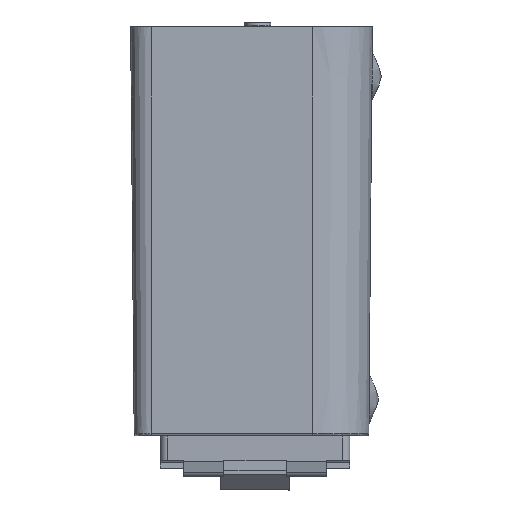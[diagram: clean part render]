
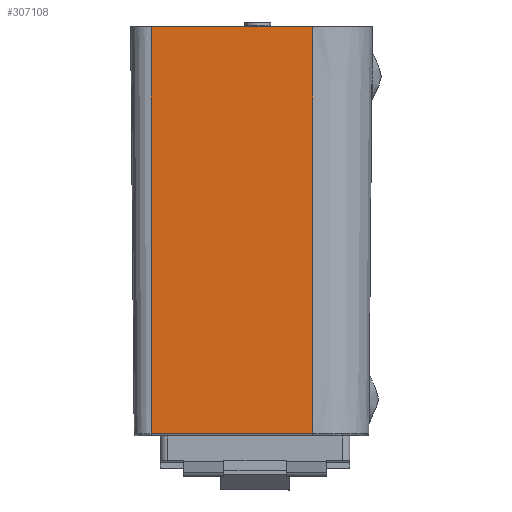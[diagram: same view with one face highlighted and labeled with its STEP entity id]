
A CAD part, left-side view. The second image highlights one B-rep face of the part: STEP entity #307108.
In plain terms, the highlighted face is planar.
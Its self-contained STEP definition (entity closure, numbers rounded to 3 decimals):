
#10797 = VERTEX_POINT ( 'NONE', #164698 ) ;
#23424 = CARTESIAN_POINT ( 'NONE',  ( 115.504, 3.5, 0.496 ) ) ;
#32902 = CARTESIAN_POINT ( 'NONE',  ( 115.5, 1.1, 0. ) ) ;
#41676 = CARTESIAN_POINT ( 'NONE',  ( 116.23, 24., 83.7 ) ) ;
#44841 = ORIENTED_EDGE ( 'NONE', *, *, #118190, .F. ) ;
#50152 = CARTESIAN_POINT ( 'NONE',  ( 116.23, 3.5, 83.7 ) ) ;
#50924 = AXIS2_PLACEMENT_3D ( 'NONE', #32902, #84142, #81910 ) ;
#55088 = FACE_OUTER_BOUND ( 'NONE', #179019, .T. ) ;
#59593 = PLANE ( 'NONE',  #50924 ) ;
#81910 = DIRECTION ( 'NONE',  ( -0.009, 0., -1. ) ) ;
#84142 = DIRECTION ( 'NONE',  ( 1., 0., -0.009 ) ) ;
#86406 = CARTESIAN_POINT ( 'NONE',  ( 115.504, 36.5, 0.496 ) ) ;
#93177 = EDGE_CURVE ( 'NONE', #10797, #117818, #164584, .T. ) ;
#96442 = CARTESIAN_POINT ( 'NONE',  ( 116.23, 3.5, 83.7 ) ) ;
#108753 = VECTOR ( 'NONE', #169928, 1000. ) ;
#115296 = CARTESIAN_POINT ( 'NONE',  ( 115.504, 1.1, 0.496 ) ) ;
#116642 = VECTOR ( 'NONE', #217014, 1000. ) ;
#117818 = VERTEX_POINT ( 'NONE', #86406 ) ;
#118190 = EDGE_CURVE ( 'NONE', #153229, #290684, #248570, .T. ) ;
#123058 = LINE ( 'NONE', #213217, #230983 ) ;
#153229 = VERTEX_POINT ( 'NONE', #96442 ) ;
#164584 = LINE ( 'NONE', #115296, #108753 ) ;
#164698 = CARTESIAN_POINT ( 'NONE',  ( 115.504, 3.5, 0.496 ) ) ;
#169928 = DIRECTION ( 'NONE',  ( 0., 1., 0. ) ) ;
#179019 = EDGE_LOOP ( 'NONE', ( #269566, #255095, #271368, #44841 ) ) ;
#208760 = DIRECTION ( 'NONE',  ( -0.009, 0., -1. ) ) ;
#213217 = CARTESIAN_POINT ( 'NONE',  ( 115.867, 36.5, 42.098 ) ) ;
#215131 = EDGE_CURVE ( 'NONE', #10797, #153229, #303293, .T. ) ;
#217014 = DIRECTION ( 'NONE',  ( 0., 1., 0. ) ) ;
#230983 = VECTOR ( 'NONE', #208760, 1000. ) ;
#248570 = LINE ( 'NONE', #41676, #116642 ) ;
#255095 = ORIENTED_EDGE ( 'NONE', *, *, #93177, .T. ) ;
#264596 = CARTESIAN_POINT ( 'NONE',  ( 116.23, 36.5, 83.7 ) ) ;
#269566 = ORIENTED_EDGE ( 'NONE', *, *, #215131, .F. ) ;
#271368 = ORIENTED_EDGE ( 'NONE', *, *, #298355, .F. ) ;
#290684 = VERTEX_POINT ( 'NONE', #264596 ) ;
#298355 = EDGE_CURVE ( 'NONE', #290684, #117818, #123058, .T. ) ;
#303293 = B_SPLINE_CURVE_WITH_KNOTS ( 'NONE', 1,
 ( #23424, #50152 ),
 .UNSPECIFIED., .F., .F.,
 ( 2, 2 ),
 ( 0., 1. ),
 .UNSPECIFIED. ) ;
#307108 = ADVANCED_FACE ( 'NONE', ( #55088 ), #59593, .T. ) ;
